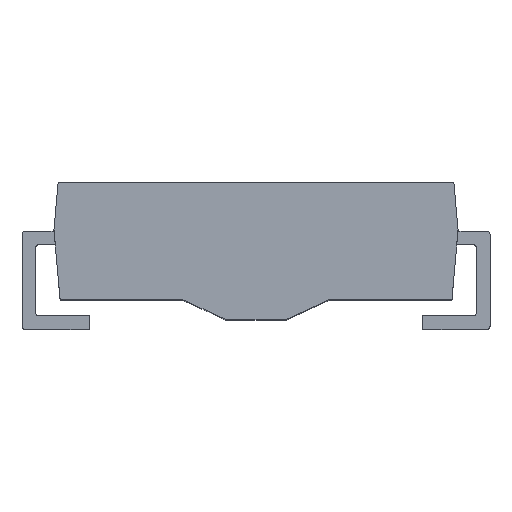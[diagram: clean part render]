
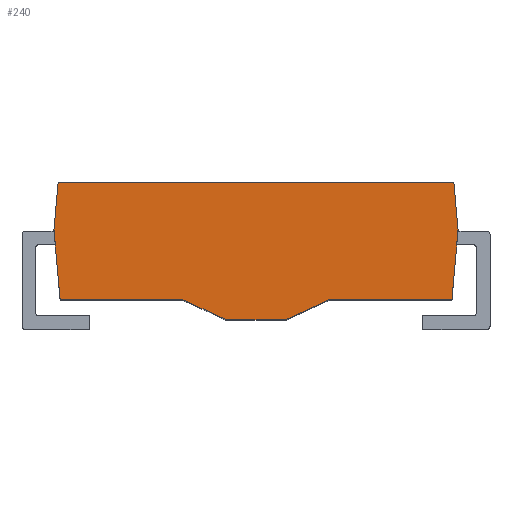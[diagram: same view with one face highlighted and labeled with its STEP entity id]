
A CAD part, top view. The second image highlights one B-rep face of the part: STEP entity #240.
In plain terms, the highlighted planar face has unit normal (0, 0, 1).
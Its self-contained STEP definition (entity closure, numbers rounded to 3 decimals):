
#240 = ADVANCED_FACE( '', ( #531 ), #532, .T. );
#531 = FACE_OUTER_BOUND( '', #888, .T. );
#532 = PLANE( '', #889 );
#888 = EDGE_LOOP( '', ( #1603, #1604, #1605, #1606, #1607, #1608, #1609, #1610, #1611, #1612 ) );
#889 = AXIS2_PLACEMENT_3D( '', #1613, #1614, #1615 );
#1603 = ORIENTED_EDGE( '', *, *, #2557, .T. );
#1604 = ORIENTED_EDGE( '', *, *, #2481, .T. );
#1605 = ORIENTED_EDGE( '', *, *, #2558, .T. );
#1606 = ORIENTED_EDGE( '', *, *, #2559, .T. );
#1607 = ORIENTED_EDGE( '', *, *, #2546, .T. );
#1608 = ORIENTED_EDGE( '', *, *, #2560, .T. );
#1609 = ORIENTED_EDGE( '', *, *, #2388, .T. );
#1610 = ORIENTED_EDGE( '', *, *, #2473, .T. );
#1611 = ORIENTED_EDGE( '', *, *, #2561, .T. );
#1612 = ORIENTED_EDGE( '', *, *, #2503, .T. );
#1613 = CARTESIAN_POINT( '', ( 0., 0., 2.953 ) );
#1614 = DIRECTION( '', ( 0., 0., 1. ) );
#1615 = DIRECTION( '', ( 1., 0., 0. ) );
#2388 = EDGE_CURVE( '', #2843, #2841, #2844, .T. );
#2473 = EDGE_CURVE( '', #2841, #2985, #2987, .T. );
#2481 = EDGE_CURVE( '', #2999, #2997, #3000, .T. );
#2503 = EDGE_CURVE( '', #3035, #3033, #3036, .T. );
#2546 = EDGE_CURVE( '', #3097, #3095, #3098, .T. );
#2557 = EDGE_CURVE( '', #3033, #2999, #3113, .T. );
#2558 = EDGE_CURVE( '', #2997, #3114, #3115, .T. );
#2559 = EDGE_CURVE( '', #3114, #3097, #3116, .T. );
#2560 = EDGE_CURVE( '', #3095, #2843, #3117, .T. );
#2561 = EDGE_CURVE( '', #2985, #3035, #3118, .T. );
#2841 = VERTEX_POINT( '', #3594 );
#2843 = VERTEX_POINT( '', #3597 );
#2844 = LINE( '', #3598, #3599 );
#2985 = VERTEX_POINT( '', #3925 );
#2987 = LINE( '', #3928, #3929 );
#2997 = VERTEX_POINT( '', #3943 );
#2999 = VERTEX_POINT( '', #3946 );
#3000 = LINE( '', #3947, #3948 );
#3033 = VERTEX_POINT( '', #4003 );
#3035 = VERTEX_POINT( '', #4006 );
#3036 = LINE( '', #4007, #4008 );
#3095 = VERTEX_POINT( '', #4120 );
#3097 = VERTEX_POINT( '', #4123 );
#3098 = LINE( '', #4124, #4125 );
#3113 = LINE( '', #4146, #4147 );
#3114 = VERTEX_POINT( '', #4148 );
#3115 = LINE( '', #4149, #4150 );
#3116 = LINE( '', #4151, #4152 );
#3117 = LINE( '', #4153, #4154 );
#3118 = LINE( '', #4155, #4156 );
#3594 = CARTESIAN_POINT( '', ( 1.247, -0.985, 2.953 ) );
#3597 = CARTESIAN_POINT( '', ( 0.5, -1.33, 2.953 ) );
#3598 = CARTESIAN_POINT( '', ( 0.5, -1.33, 2.953 ) );
#3599 = VECTOR( '', #4744, 1000. );
#3925 = CARTESIAN_POINT( '', ( 3.324, -0.985, 2.953 ) );
#3928 = CARTESIAN_POINT( '', ( 2.188, -0.985, 2.953 ) );
#3929 = VECTOR( '', #4795, 1000. );
#3943 = CARTESIAN_POINT( '', ( -3.428, 0.198, 2.953 ) );
#3946 = CARTESIAN_POINT( '', ( -3.357, 1.005, 2.953 ) );
#3947 = CARTESIAN_POINT( '', ( -3.357, 1.005, 2.953 ) );
#3948 = VECTOR( '', #4801, 1000. );
#4003 = CARTESIAN_POINT( '', ( 3.357, 1.005, 2.953 ) );
#4006 = CARTESIAN_POINT( '', ( 3.428, 0.198, 2.953 ) );
#4007 = CARTESIAN_POINT( '', ( 3.428, 0.198, 2.953 ) );
#4008 = VECTOR( '', #4814, 1000. );
#4120 = CARTESIAN_POINT( '', ( -0.5, -1.33, 2.953 ) );
#4123 = CARTESIAN_POINT( '', ( -1.246, -0.985, 2.953 ) );
#4124 = CARTESIAN_POINT( '', ( -1.246, -0.985, 2.953 ) );
#4125 = VECTOR( '', #4840, 1000. );
#4146 = CARTESIAN_POINT( '', ( 3.357, 1.005, 2.953 ) );
#4147 = VECTOR( '', #4848, 1000. );
#4148 = CARTESIAN_POINT( '', ( -3.324, -0.985, 2.953 ) );
#4149 = CARTESIAN_POINT( '', ( -3.428, 0.198, 2.953 ) );
#4150 = VECTOR( '', #4849, 1000. );
#4151 = CARTESIAN_POINT( '', ( -2.187, -0.985, 2.953 ) );
#4152 = VECTOR( '', #4850, 1000. );
#4153 = CARTESIAN_POINT( '', ( -0.5, -1.33, 2.953 ) );
#4154 = VECTOR( '', #4851, 1000. );
#4155 = CARTESIAN_POINT( '', ( 3.335, -0.865, 2.953 ) );
#4156 = VECTOR( '', #4852, 1000. );
#4744 = DIRECTION( '', ( 0.908, 0.42, 0. ) );
#4795 = DIRECTION( '', ( 1., 0., 0. ) );
#4801 = DIRECTION( '', ( -0.088, -0.996, 0. ) );
#4814 = DIRECTION( '', ( -0.088, 0.996, 0. ) );
#4840 = DIRECTION( '', ( 0.908, -0.42, 0. ) );
#4848 = DIRECTION( '', ( -1., 0., 0. ) );
#4849 = DIRECTION( '', ( 0.088, -0.996, 0. ) );
#4850 = DIRECTION( '', ( 1., 0., 0. ) );
#4851 = DIRECTION( '', ( 1., 0., 0. ) );
#4852 = DIRECTION( '', ( 0.088, 0.996, 0. ) );
